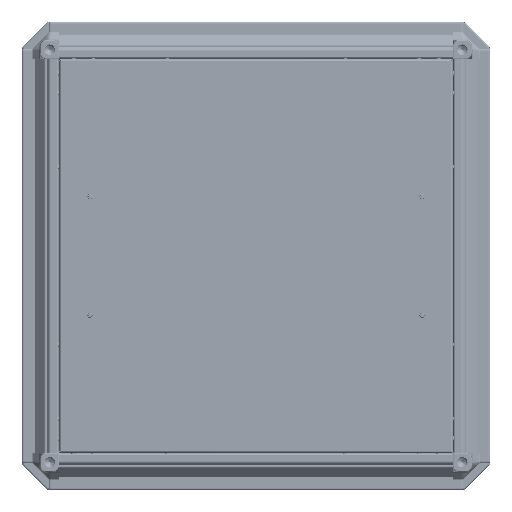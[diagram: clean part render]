
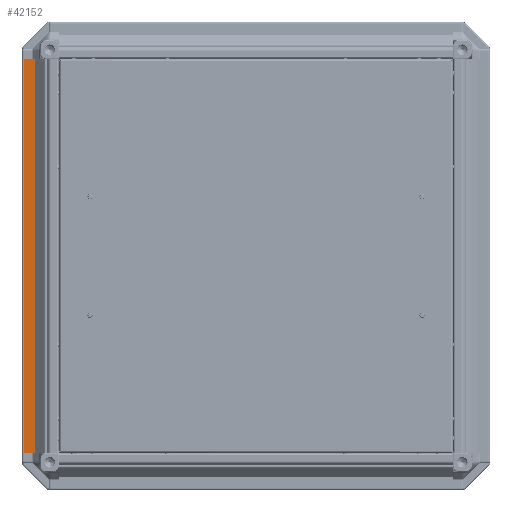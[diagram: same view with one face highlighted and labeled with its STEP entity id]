
A CAD part, front view. The second image highlights one B-rep face of the part: STEP entity #42152.
In plain terms, the highlighted face is planar.
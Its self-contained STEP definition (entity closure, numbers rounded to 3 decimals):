
#1237 = VERTEX_POINT ( 'NONE', #38464 ) ;
#3119 = LINE ( 'NONE', #27150, #39552 ) ;
#3806 = DIRECTION ( 'NONE',  ( 0., 0., -1. ) ) ;
#4583 = LINE ( 'NONE', #16724, #43679 ) ;
#10113 = VERTEX_POINT ( 'NONE', #16970 ) ;
#10560 = AXIS2_PLACEMENT_3D ( 'NONE', #24089, #47568, #11942 ) ;
#11942 = DIRECTION ( 'NONE',  ( -0.707, -0.707, 0. ) ) ;
#12963 = CARTESIAN_POINT ( 'NONE',  ( -12.747, 1.707, 0. ) ) ;
#13628 = CARTESIAN_POINT ( 'NONE',  ( -22.386, -7.932, 0. ) ) ;
#16533 = CARTESIAN_POINT ( 'NONE',  ( -22.386, -7.932, 498. ) ) ;
#16724 = CARTESIAN_POINT ( 'NONE',  ( -22.386, -7.932, 498. ) ) ;
#16970 = CARTESIAN_POINT ( 'NONE',  ( -22.386, -7.932, 0. ) ) ;
#18625 = DIRECTION ( 'NONE',  ( 0.707, 0.707, 0. ) ) ;
#21266 = EDGE_CURVE ( 'NONE', #40073, #10113, #4583, .T. ) ;
#24089 = CARTESIAN_POINT ( 'NONE',  ( -22.386, -7.932, 498. ) ) ;
#26482 = ORIENTED_EDGE ( 'NONE', *, *, #37845, .F. ) ;
#27150 = CARTESIAN_POINT ( 'NONE',  ( -22.386, -7.932, 498. ) ) ;
#30412 = DIRECTION ( 'NONE',  ( 0.707, 0.707, 0. ) ) ;
#31696 = EDGE_CURVE ( 'NONE', #10113, #34366, #49006, .T. ) ;
#32981 = VECTOR ( 'NONE', #50825, 1000. ) ;
#34366 = VERTEX_POINT ( 'NONE', #12963 ) ;
#37845 = EDGE_CURVE ( 'NONE', #1237, #34366, #46198, .T. ) ;
#38464 = CARTESIAN_POINT ( 'NONE',  ( -12.747, 1.707, 498. ) ) ;
#38731 = CARTESIAN_POINT ( 'NONE',  ( -12.747, 1.707, 498. ) ) ;
#39552 = VECTOR ( 'NONE', #18625, 1000. ) ;
#40073 = VERTEX_POINT ( 'NONE', #16533 ) ;
#40790 = ORIENTED_EDGE ( 'NONE', *, *, #31696, .T. ) ;
#42152 = ADVANCED_FACE ( 'NONE', ( #46799 ), #50673, .F. ) ;
#43679 = VECTOR ( 'NONE', #3806, 1000. ) ;
#44259 = ORIENTED_EDGE ( 'NONE', *, *, #21266, .T. ) ;
#45069 = ORIENTED_EDGE ( 'NONE', *, *, #45571, .F. ) ;
#45571 = EDGE_CURVE ( 'NONE', #40073, #1237, #3119, .T. ) ;
#46198 = LINE ( 'NONE', #38731, #32981 ) ;
#46799 = FACE_OUTER_BOUND ( 'NONE', #49678, .T. ) ;
#47568 = DIRECTION ( 'NONE',  ( -0.707, 0.707, 0. ) ) ;
#49006 = LINE ( 'NONE', #13628, #50012 ) ;
#49678 = EDGE_LOOP ( 'NONE', ( #40790, #26482, #45069, #44259 ) ) ;
#50012 = VECTOR ( 'NONE', #30412, 1000. ) ;
#50673 = PLANE ( 'NONE',  #10560 ) ;
#50825 = DIRECTION ( 'NONE',  ( 0., 0., -1. ) ) ;
